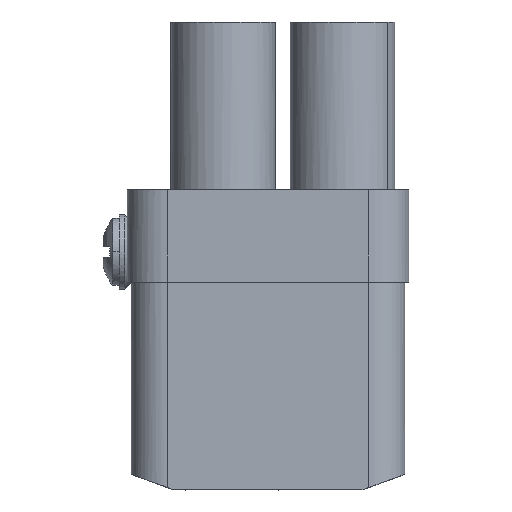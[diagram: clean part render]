
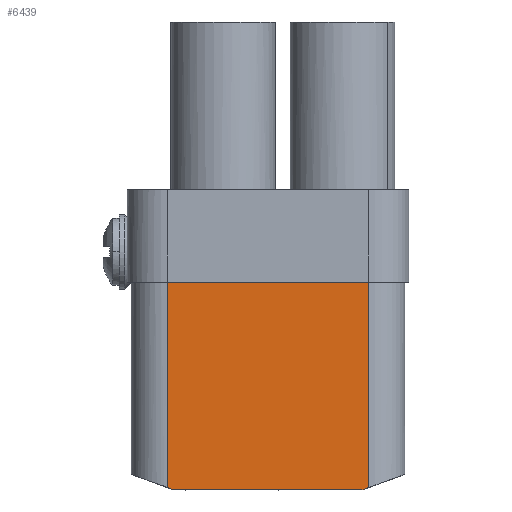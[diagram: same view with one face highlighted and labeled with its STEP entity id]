
A CAD part, left-side view. The second image highlights one B-rep face of the part: STEP entity #6439.
In plain terms, the highlighted planar face has unit normal (-1, 0, 0).
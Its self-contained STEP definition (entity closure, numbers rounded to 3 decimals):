
#6429=AXIS2_PLACEMENT_3D('Plane Axis2P3D',#6426,#6427,#6428) ;
#1315=CARTESIAN_POINT('Vertex',(0.3,3.5,0.)) ;
#1318=CARTESIAN_POINT('Line Origine',(0.3,10.5,0.)) ;
#1322=CARTESIAN_POINT('Vertex',(0.3,17.5,0.)) ;
#1623=CARTESIAN_POINT('Line Origine',(0.3,17.75,0.091)) ;
#1627=CARTESIAN_POINT('Vertex',(0.3,18.,0.182)) ;
#2043=CARTESIAN_POINT('Line Origine',(0.3,18.,-0.1)) ;
#2047=CARTESIAN_POINT('Vertex',(0.3,18.,15.5)) ;
#2089=CARTESIAN_POINT('Line Origine',(0.3,10.5,15.5)) ;
#2093=CARTESIAN_POINT('Vertex',(0.3,3.,15.5)) ;
#2243=CARTESIAN_POINT('Vertex',(0.3,3.,0.182)) ;
#2253=CARTESIAN_POINT('Line Origine',(0.3,3.,-0.1)) ;
#6404=CARTESIAN_POINT('Line Origine',(0.3,3.25,0.091)) ;
#6426=CARTESIAN_POINT('Axis2P3D Location',(0.3,18.,-0.1)) ;
#1319=DIRECTION('Vector Direction',(0.,1.,0.)) ;
#1624=DIRECTION('Vector Direction',(0.,0.94,0.342)) ;
#2044=DIRECTION('Vector Direction',(0.,0.,-1.)) ;
#2090=DIRECTION('Vector Direction',(0.,1.,0.)) ;
#2254=DIRECTION('Vector Direction',(0.,0.,-1.)) ;
#6405=DIRECTION('Vector Direction',(0.,0.94,-0.342)) ;
#6427=DIRECTION('Axis2P3D Direction',(1.,0.,0.)) ;
#6428=DIRECTION('Axis2P3D XDirection',(0.,1.,0.)) ;
#1320=VECTOR('Line Direction',#1319,1.) ;
#1625=VECTOR('Line Direction',#1624,1.) ;
#2045=VECTOR('Line Direction',#2044,1.) ;
#2091=VECTOR('Line Direction',#2090,1.) ;
#2255=VECTOR('Line Direction',#2254,1.) ;
#6406=VECTOR('Line Direction',#6405,1.) ;
#6432=ORIENTED_EDGE('',*,*,#6408,.F.) ;
#6433=ORIENTED_EDGE('',*,*,#2257,.T.) ;
#6434=ORIENTED_EDGE('',*,*,#2095,.T.) ;
#6435=ORIENTED_EDGE('',*,*,#2049,.F.) ;
#6436=ORIENTED_EDGE('',*,*,#1629,.F.) ;
#6437=ORIENTED_EDGE('',*,*,#1324,.F.) ;
#6439=ADVANCED_FACE('Hauptk\X2\00F6\X0\rper',(#6438),#6430,.F.) ;
#1324=EDGE_CURVE('',#1316,#1323,#1321,.T.) ;
#1629=EDGE_CURVE('',#1323,#1628,#1626,.T.) ;
#2049=EDGE_CURVE('',#1628,#2048,#2046,.F.) ;
#2095=EDGE_CURVE('',#2094,#2048,#2092,.T.) ;
#2257=EDGE_CURVE('',#2244,#2094,#2256,.F.) ;
#6408=EDGE_CURVE('',#2244,#1316,#6407,.T.) ;
#6431=EDGE_LOOP('',(#6432,#6433,#6434,#6435,#6436,#6437)) ;
#6438=FACE_OUTER_BOUND('',#6431,.T.) ;
#1321=LINE('Line',#1318,#1320) ;
#1626=LINE('Line',#1623,#1625) ;
#2046=LINE('Line',#2043,#2045) ;
#2092=LINE('Line',#2089,#2091) ;
#2256=LINE('Line',#2253,#2255) ;
#6407=LINE('Line',#6404,#6406) ;
#6430=PLANE('',#6429) ;
#1316=VERTEX_POINT('',#1315) ;
#1323=VERTEX_POINT('',#1322) ;
#1628=VERTEX_POINT('',#1627) ;
#2048=VERTEX_POINT('',#2047) ;
#2094=VERTEX_POINT('',#2093) ;
#2244=VERTEX_POINT('',#2243) ;
